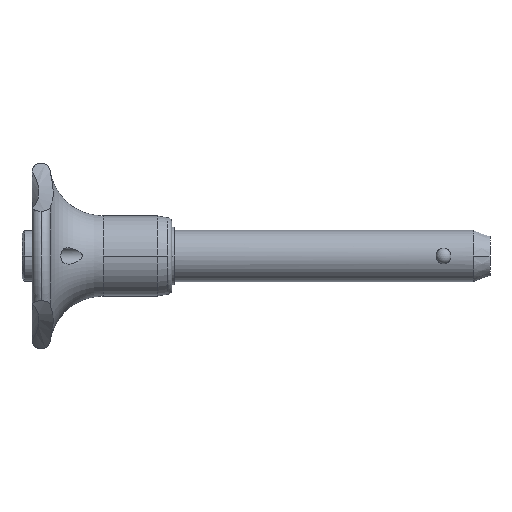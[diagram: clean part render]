
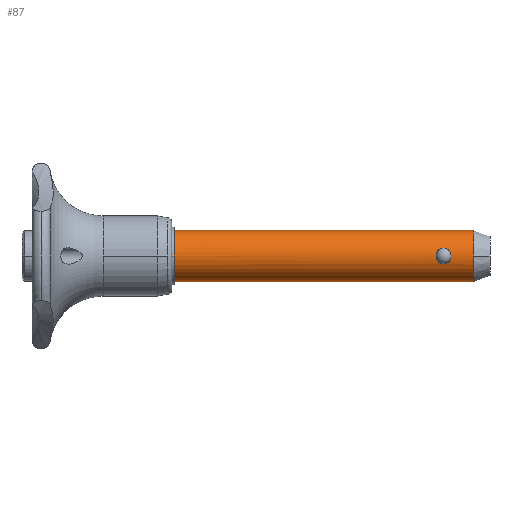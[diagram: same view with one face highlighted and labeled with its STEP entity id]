
A CAD part, left-side view. The second image highlights one B-rep face of the part: STEP entity #87.
In plain terms, the highlighted cylindrical face has radius 3.969 mm (diameter 7.938 mm), a partial arc.
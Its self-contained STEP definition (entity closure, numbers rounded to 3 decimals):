
#87=ADVANCED_FACE('',(#216,#217),#218,.T.);
#216=FACE_OUTER_BOUND('',#388,.T.);
#217=FACE_BOUND('',#389,.T.);
#218=CYLINDRICAL_SURFACE('',#390,3.969);
#388=EDGE_LOOP('',(#578,#579,#580,#581,#582));
#389=EDGE_LOOP('',(#583,#584));
#390=AXIS2_PLACEMENT_3D('',#585,#586,#587);
#578=ORIENTED_EDGE('',*,*,#1078,.F.);
#579=ORIENTED_EDGE('',*,*,#1079,.T.);
#580=ORIENTED_EDGE('',*,*,#1080,.T.);
#581=ORIENTED_EDGE('',*,*,#1081,.F.);
#582=ORIENTED_EDGE('',*,*,#1082,.F.);
#583=ORIENTED_EDGE('',*,*,#1083,.T.);
#584=ORIENTED_EDGE('',*,*,#1084,.T.);
#585=CARTESIAN_POINT('',(0.,-24.511,0.0));
#586=DIRECTION('',(0.,1.0,0.0));
#587=DIRECTION('',(0.0,0.0,-1.0));
#1078=EDGE_CURVE('',#1301,#1302,#1303,.T.);
#1079=EDGE_CURVE('',#1301,#1304,#1305,.T.);
#1080=EDGE_CURVE('',#1304,#1306,#1307,.T.);
#1081=EDGE_CURVE('',#1308,#1306,#1309,.T.);
#1082=EDGE_CURVE('',#1302,#1308,#1310,.T.);
#1083=EDGE_CURVE('',#1311,#1312,#1313,.T.);
#1084=EDGE_CURVE('',#1312,#1311,#1314,.T.);
#1301=VERTEX_POINT('',#1841);
#1302=VERTEX_POINT('',#1842);
#1303=LINE('',#1843,#1844);
#1304=VERTEX_POINT('',#1845);
#1305=CIRCLE('',#1846,3.969);
#1306=VERTEX_POINT('',#1847);
#1307=CIRCLE('',#1848,3.969);
#1308=VERTEX_POINT('',#1849);
#1309=LINE('',#1850,#1851);
#1310=CIRCLE('',#1852,3.969);
#1311=VERTEX_POINT('',#1853);
#1312=VERTEX_POINT('',#1854);
#1313=B_SPLINE_CURVE_WITH_KNOTS('',3,(#1855,#1856,#1857,#1858,#1859,#1860,#1861,#1862,#1863,#1864,#1865,#1866,#1867,#1868,#1869,#1870,#1871,#1872,#1873,#1874,#1875,#1876,#1877,#1878,#1879,#1880),.UNSPECIFIED.,.F.,.F.,(4,2,2,2,2,2,2,2,2,2,2,2,4),(0.0,0.401,0.802,0.988,1.174,1.485,1.795,2.106,2.416,2.603,2.789,3.19,3.59),.UNSPECIFIED.);
#1314=B_SPLINE_CURVE_WITH_KNOTS('',3,(#1881,#1882,#1883,#1884,#1885,#1886,#1887,#1888,#1889,#1890,#1891,#1892,#1893,#1894,#1895,#1896,#1897,#1898,#1899,#1900,#1901,#1902,#1903,#1904,#1905,#1906),.UNSPECIFIED.,.F.,.F.,(4,2,2,2,2,2,2,2,2,2,2,2,4),(3.59,3.991,4.392,4.578,4.764,5.075,5.386,5.696,6.007,6.193,6.379,6.78,7.181),.UNSPECIFIED.);
#1841=CARTESIAN_POINT('',(0.,-46.507,-3.969));
#1842=CARTESIAN_POINT('',(0.,0.0,-3.969));
#1843=CARTESIAN_POINT('',(0.,-24.511,-3.969));
#1844=VECTOR('',#3359,1.0);
#1845=CARTESIAN_POINT('',(-3.969,-46.507,0.));
#1846=AXIS2_PLACEMENT_3D('',#3360,#3361,#3362);
#1847=CARTESIAN_POINT('',(0.,-46.507,3.969));
#1848=AXIS2_PLACEMENT_3D('',#3363,#3364,#3365);
#1849=CARTESIAN_POINT('',(0.,0.,3.969));
#1850=CARTESIAN_POINT('',(0.,-24.511,3.969));
#1851=VECTOR('',#3366,1.0);
#1852=AXIS2_PLACEMENT_3D('',#3367,#3368,#3369);
#1853=CARTESIAN_POINT('',(-3.776,-41.804,1.222));
#1854=CARTESIAN_POINT('',(-3.776,-41.804,-1.222));
#1855=CARTESIAN_POINT('',(-3.776,-41.804,1.222));
#1856=CARTESIAN_POINT('',(-3.776,-41.937,1.222));
#1857=CARTESIAN_POINT('',(-3.784,-42.08,1.197));
#1858=CARTESIAN_POINT('',(-3.815,-42.344,1.095));
#1859=CARTESIAN_POINT('',(-3.837,-42.466,1.018));
#1860=CARTESIAN_POINT('',(-3.868,-42.609,0.889));
#1861=CARTESIAN_POINT('',(-3.879,-42.656,0.841));
#1862=CARTESIAN_POINT('',(-3.9,-42.739,0.736));
#1863=CARTESIAN_POINT('',(-3.911,-42.776,0.68));
#1864=CARTESIAN_POINT('',(-3.933,-42.857,0.536));
#1865=CARTESIAN_POINT('',(-3.947,-42.899,0.432));
#1866=CARTESIAN_POINT('',(-3.964,-42.955,0.216));
#1867=CARTESIAN_POINT('',(-3.969,-42.968,0.104));
#1868=CARTESIAN_POINT('',(-3.969,-42.968,-0.104));
#1869=CARTESIAN_POINT('',(-3.964,-42.955,-0.216));
#1870=CARTESIAN_POINT('',(-3.947,-42.899,-0.432));
#1871=CARTESIAN_POINT('',(-3.933,-42.857,-0.536));
#1872=CARTESIAN_POINT('',(-3.911,-42.776,-0.68));
#1873=CARTESIAN_POINT('',(-3.9,-42.739,-0.736));
#1874=CARTESIAN_POINT('',(-3.879,-42.656,-0.841));
#1875=CARTESIAN_POINT('',(-3.868,-42.609,-0.889));
#1876=CARTESIAN_POINT('',(-3.837,-42.466,-1.018));
#1877=CARTESIAN_POINT('',(-3.815,-42.344,-1.095));
#1878=CARTESIAN_POINT('',(-3.784,-42.08,-1.197));
#1879=CARTESIAN_POINT('',(-3.776,-41.937,-1.222));
#1880=CARTESIAN_POINT('',(-3.776,-41.804,-1.222));
#1881=CARTESIAN_POINT('',(-3.776,-41.804,-1.222));
#1882=CARTESIAN_POINT('',(-3.776,-41.67,-1.222));
#1883=CARTESIAN_POINT('',(-3.784,-41.528,-1.197));
#1884=CARTESIAN_POINT('',(-3.815,-41.264,-1.095));
#1885=CARTESIAN_POINT('',(-3.837,-41.142,-1.018));
#1886=CARTESIAN_POINT('',(-3.868,-40.998,-0.889));
#1887=CARTESIAN_POINT('',(-3.879,-40.952,-0.841));
#1888=CARTESIAN_POINT('',(-3.9,-40.868,-0.736));
#1889=CARTESIAN_POINT('',(-3.911,-40.831,-0.68));
#1890=CARTESIAN_POINT('',(-3.933,-40.751,-0.536));
#1891=CARTESIAN_POINT('',(-3.947,-40.708,-0.432));
#1892=CARTESIAN_POINT('',(-3.964,-40.653,-0.216));
#1893=CARTESIAN_POINT('',(-3.969,-40.64,-0.104));
#1894=CARTESIAN_POINT('',(-3.969,-40.64,0.104));
#1895=CARTESIAN_POINT('',(-3.964,-40.653,0.216));
#1896=CARTESIAN_POINT('',(-3.947,-40.708,0.432));
#1897=CARTESIAN_POINT('',(-3.933,-40.751,0.536));
#1898=CARTESIAN_POINT('',(-3.911,-40.831,0.68));
#1899=CARTESIAN_POINT('',(-3.9,-40.868,0.736));
#1900=CARTESIAN_POINT('',(-3.879,-40.952,0.841));
#1901=CARTESIAN_POINT('',(-3.868,-40.998,0.889));
#1902=CARTESIAN_POINT('',(-3.837,-41.142,1.018));
#1903=CARTESIAN_POINT('',(-3.815,-41.264,1.095));
#1904=CARTESIAN_POINT('',(-3.784,-41.528,1.197));
#1905=CARTESIAN_POINT('',(-3.776,-41.67,1.222));
#1906=CARTESIAN_POINT('',(-3.776,-41.804,1.222));
#3359=DIRECTION('',(0.,1.0,0.0));
#3360=CARTESIAN_POINT('',(0.,-46.507,0.0));
#3361=DIRECTION('',(0.,1.0,0.));
#3362=DIRECTION('',(0.,0.,-1.0));
#3363=CARTESIAN_POINT('',(0.,-46.507,0.0));
#3364=DIRECTION('',(0.,1.0,0.));
#3365=DIRECTION('',(0.,0.,-1.0));
#3366=DIRECTION('',(0.,-1.0,-0.0));
#3367=CARTESIAN_POINT('',(0.,0.0,0.0));
#3368=DIRECTION('',(0.,1.0,0.0));
#3369=DIRECTION('',(0.0,0.0,-1.0));
